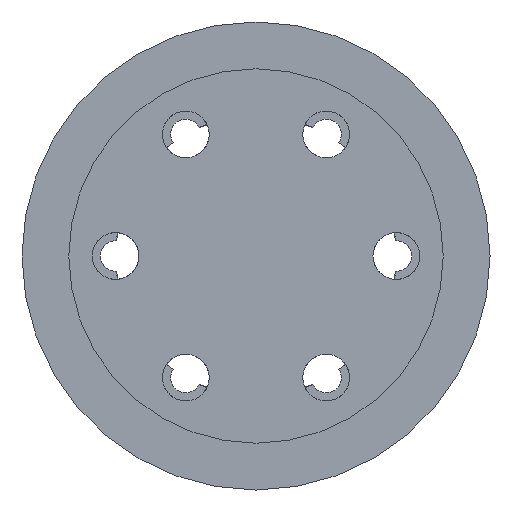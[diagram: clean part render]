
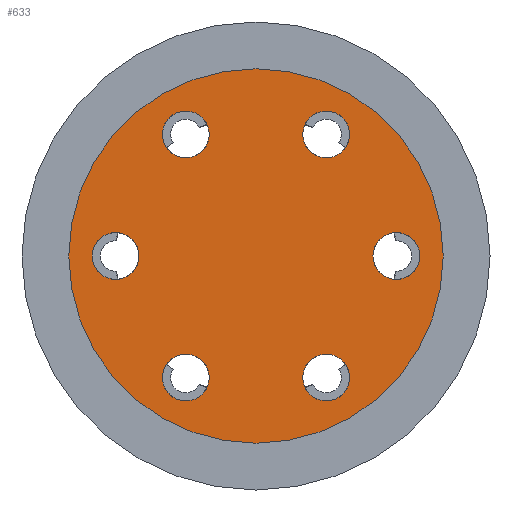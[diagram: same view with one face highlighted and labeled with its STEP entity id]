
A CAD part, front view. The second image highlights one B-rep face of the part: STEP entity #633.
In plain terms, the highlighted planar face has unit normal (0, -1, 0).
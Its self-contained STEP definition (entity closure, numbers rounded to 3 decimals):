
#20=FACE_BOUND('',#116,.T.);
#21=FACE_BOUND('',#117,.T.);
#22=FACE_BOUND('',#118,.T.);
#23=FACE_BOUND('',#119,.T.);
#24=FACE_BOUND('',#120,.T.);
#25=FACE_BOUND('',#121,.T.);
#38=PLANE('',#762);
#74=FACE_OUTER_BOUND('',#115,.T.);
#115=EDGE_LOOP('',(#568));
#116=EDGE_LOOP('',(#569));
#117=EDGE_LOOP('',(#570));
#118=EDGE_LOOP('',(#571));
#119=EDGE_LOOP('',(#572));
#120=EDGE_LOOP('',(#573));
#121=EDGE_LOOP('',(#574));
#176=CIRCLE('',#673,20.);
#223=CIRCLE('',#740,2.5);
#226=CIRCLE('',#744,2.5);
#229=CIRCLE('',#748,2.5);
#232=CIRCLE('',#752,2.5);
#234=CIRCLE('',#755,2.5);
#236=CIRCLE('',#758,2.5);
#246=VERTEX_POINT('',#1028);
#287=VERTEX_POINT('',#1149);
#289=VERTEX_POINT('',#1156);
#291=VERTEX_POINT('',#1163);
#293=VERTEX_POINT('',#1170);
#294=VERTEX_POINT('',#1175);
#295=VERTEX_POINT('',#1180);
#307=EDGE_CURVE('',#246,#246,#176,.T.);
#367=EDGE_CURVE('',#287,#287,#223,.T.);
#371=EDGE_CURVE('',#289,#289,#226,.T.);
#375=EDGE_CURVE('',#291,#291,#229,.T.);
#379=EDGE_CURVE('',#293,#293,#232,.T.);
#382=EDGE_CURVE('',#294,#294,#234,.T.);
#385=EDGE_CURVE('',#295,#295,#236,.T.);
#568=ORIENTED_EDGE('',*,*,#307,.T.);
#569=ORIENTED_EDGE('',*,*,#385,.T.);
#570=ORIENTED_EDGE('',*,*,#382,.T.);
#571=ORIENTED_EDGE('',*,*,#379,.T.);
#572=ORIENTED_EDGE('',*,*,#375,.T.);
#573=ORIENTED_EDGE('',*,*,#371,.T.);
#574=ORIENTED_EDGE('',*,*,#367,.T.);
#633=ADVANCED_FACE('',(#74,#20,#21,#22,#23,#24,#25),#38,.F.);
#673=AXIS2_PLACEMENT_3D('',#1029,#800,#801);
#740=AXIS2_PLACEMENT_3D('',#1150,#947,#948);
#744=AXIS2_PLACEMENT_3D('',#1157,#956,#957);
#748=AXIS2_PLACEMENT_3D('',#1164,#965,#966);
#752=AXIS2_PLACEMENT_3D('',#1171,#974,#975);
#755=AXIS2_PLACEMENT_3D('',#1176,#981,#982);
#758=AXIS2_PLACEMENT_3D('',#1181,#988,#989);
#762=AXIS2_PLACEMENT_3D('',#1187,#998,#999);
#800=DIRECTION('center_axis',(0.,-1.,0.));
#801=DIRECTION('ref_axis',(-1.,0.,0.));
#947=DIRECTION('center_axis',(0.,1.,0.));
#948=DIRECTION('ref_axis',(1.,0.,0.));
#956=DIRECTION('center_axis',(0.,1.,0.));
#957=DIRECTION('ref_axis',(1.,0.,0.));
#965=DIRECTION('center_axis',(0.,1.,0.));
#966=DIRECTION('ref_axis',(1.,0.,0.));
#974=DIRECTION('center_axis',(0.,1.,0.));
#975=DIRECTION('ref_axis',(1.,0.,0.));
#981=DIRECTION('center_axis',(0.,1.,0.));
#982=DIRECTION('ref_axis',(1.,0.,0.));
#988=DIRECTION('center_axis',(0.,1.,0.));
#989=DIRECTION('ref_axis',(1.,0.,0.));
#998=DIRECTION('center_axis',(0.,1.,0.));
#999=DIRECTION('ref_axis',(0.,0.,1.));
#1028=CARTESIAN_POINT('',(20.,-5.,0.));
#1029=CARTESIAN_POINT('Origin',(0.,-5.,0.));
#1149=CARTESIAN_POINT('',(5.,-5.,-12.99));
#1150=CARTESIAN_POINT('Origin',(7.5,-5.,-12.99));
#1156=CARTESIAN_POINT('',(12.5,-5.,0.));
#1157=CARTESIAN_POINT('Origin',(15.,-5.,0.));
#1163=CARTESIAN_POINT('',(5.,-5.,12.99));
#1164=CARTESIAN_POINT('Origin',(7.5,-5.,12.99));
#1170=CARTESIAN_POINT('',(-10.,-5.,12.99));
#1171=CARTESIAN_POINT('Origin',(-7.5,-5.,12.99));
#1175=CARTESIAN_POINT('',(-17.5,-5.,0.));
#1176=CARTESIAN_POINT('Origin',(-15.,-5.,0.));
#1180=CARTESIAN_POINT('',(-10.,-5.,-12.99));
#1181=CARTESIAN_POINT('Origin',(-7.5,-5.,-12.99));
#1187=CARTESIAN_POINT('Origin',(0.,-5.,0.));
